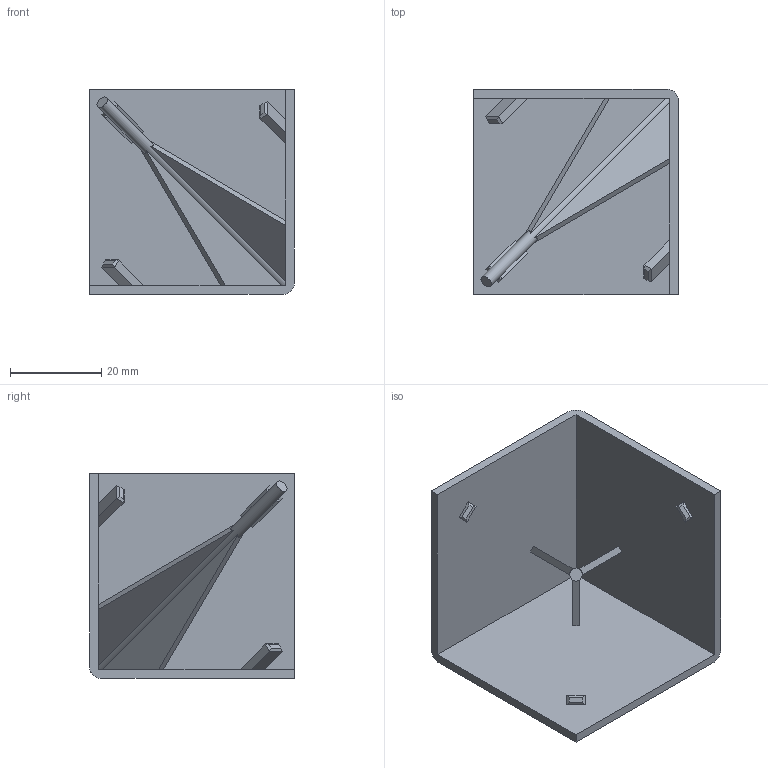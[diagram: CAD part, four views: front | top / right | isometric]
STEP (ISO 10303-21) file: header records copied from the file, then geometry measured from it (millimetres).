
FILE_DESCRIPTION(/* description */ ('TAPPO QUADRO 3 VIE SERIE 45 GRIGIO'),/* implementation_level */ '2;1');
FILE_NAME(/* name */ 'CTPTG0000018.stp',/* time_stamp */ '2022-11-21T15:52:27+01:00',/* author */ ('tecnico7'),/* organization */ (''),/* preprocessor_version */ 'ST-DEVELOPER v18.1',/* originating_system */ 'Autodesk Inventor 2022',/* authorisation */ '');
FILE_SCHEMA (('AUTOMOTIVE_DESIGN { 1 0 10303 214 3 1 1 }'));
Length unit declared in the file: millimetre
Products named in the file (1): CTPTG0000018
Bounding box: 45 x 45 x 45 mm (x, y, z)
Volume: 13189 mm3; surface area: 14273.7 mm2
Topology: 1 solids, 1 shells, 51 faces, 124 edges, 77 vertices
Faces by surface type: plane 46, cylinder 4, sphere 1
Full cylindrical faces by diameter (mm): 2.8 x1
Entity records: 1497 total; most frequent: CARTESIAN_POINT 252, ORIENTED_EDGE 246, DIRECTION 244, EDGE_CURVE 123, LINE 106, VECTOR 106, VERTEX_POINT 77, AXIS2_PLACEMENT_3D 69
